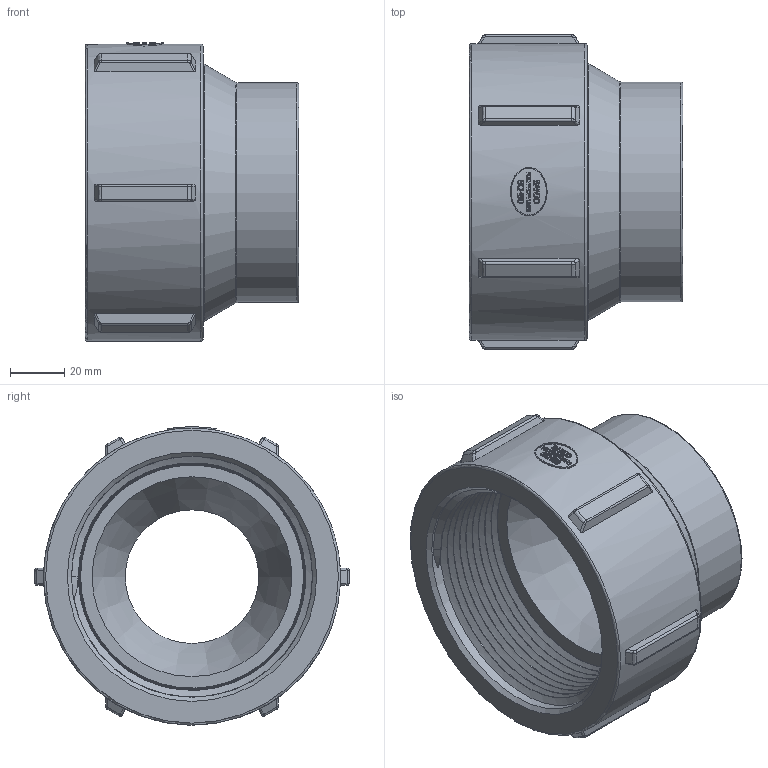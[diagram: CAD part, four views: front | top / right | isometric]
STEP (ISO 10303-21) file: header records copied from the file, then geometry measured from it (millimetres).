
FILE_DESCRIPTION(/* description */ ('3" X 2" REDUCER COUPLING'),/* implementation_level */ '2;1');
FILE_NAME(/* name */ 'RC300-200.stp',/* time_stamp */ '2013-11-11T15:10:03-05:00',/* author */ ('DTruax'),/* organization */ (''),/* preprocessor_version */ 'ST-DEVELOPER v15.2',/* originating_system */ 'Autodesk Inventor 2014',/* authorisation */ '');
FILE_SCHEMA (('AUTOMOTIVE_DESIGN { 1 0 10303 214 3 1 1 }'));
Products named in the file (1): RC300-200
Bounding box: 78.74 x 115.89 x 109.98 mm (x, y, z)
Volume: 285332.4 mm3; surface area: 63144.1 mm2
Topology: 1 solids, 1 shells, 504 faces, 1305 edges, 849 vertices
Faces by surface type: bspline 243, plane 162, cylinder 54, cone 40, torus 5
Full cylindrical faces by diameter (mm): 81.026 x1, 109.474 x1
Entity records: 64804 total; most frequent: CARTESIAN_POINT 54853, ORIENTED_EDGE 2472, DIRECTION 1258, EDGE_CURVE 1236, VERTEX_POINT 812, B_SPLINE_CURVE_WITH_KNOTS 638, EDGE_LOOP 548, ADVANCED_FACE 486
